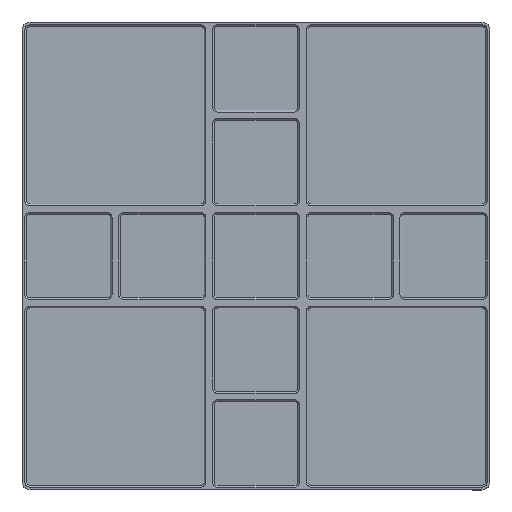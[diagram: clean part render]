
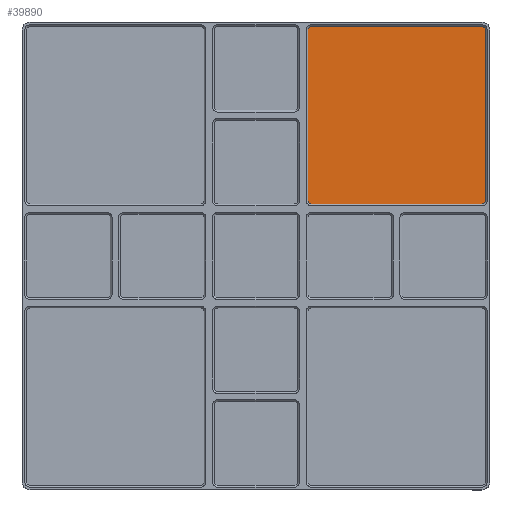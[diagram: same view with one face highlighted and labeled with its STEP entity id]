
A CAD part, top view. The second image highlights one B-rep face of the part: STEP entity #39890.
In plain terms, the highlighted planar face has unit normal (0, 0, 1).
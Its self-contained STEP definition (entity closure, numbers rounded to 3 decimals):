
#25210=CARTESIAN_POINT('',(212.25,213.85,7.));
#25220=VERTEX_POINT('',#25210);
#25250=CARTESIAN_POINT('',(213.85,213.85,7.));
#25260=DIRECTION('',(0.,0.,-1.));
#25270=DIRECTION('',(1.,0.,0.));
#25280=AXIS2_PLACEMENT_3D('',#25250,#25260,#25270);
#25290=CIRCLE('',#25280,1.6);
#25300=CARTESIAN_POINT('',(213.85,212.25,7.));
#25310=VERTEX_POINT('',#25300);
#25320=EDGE_CURVE('',#25310,#25220,#25290,.T.);
#37960=CARTESIAN_POINT('',(213.85,291.75,7.));
#37970=VERTEX_POINT('',#37960);
#38000=CARTESIAN_POINT('',(213.85,290.15,7.));
#38010=DIRECTION('',(0.,0.,-1.));
#38020=DIRECTION('',(-1.,0.,0.));
#38030=AXIS2_PLACEMENT_3D('',#38000,#38010,#38020);
#38040=CIRCLE('',#38030,1.6);
#38050=CARTESIAN_POINT('',(212.25,290.15,7.));
#38060=VERTEX_POINT('',#38050);
#38070=EDGE_CURVE('',#38060,#37970,#38040,.T.);
#39150=CARTESIAN_POINT('',(290.15,291.75,7.));
#39160=VERTEX_POINT('',#39150);
#39190=CARTESIAN_POINT('',(257.,291.75,7.));
#39200=DIRECTION('',(1.,0.,0.));
#39210=VECTOR('',#39200,1.);
#39220=LINE('',#39190,#39210);
#39230=EDGE_CURVE('',#37970,#39160,#39220,.T.);
#39410=CARTESIAN_POINT('',(273.,231.,7.));
#39420=DIRECTION('',(0.,0.,1.));
#39430=DIRECTION('',(-1.,0.,0.));
#39440=AXIS2_PLACEMENT_3D('',#39410,#39420,#39430);
#39450=PLANE('',#39440);
#39460=CARTESIAN_POINT('',(290.15,213.85,7.));
#39470=DIRECTION('',(0.,0.,-1.));
#39480=DIRECTION('',(1.,0.,0.));
#39490=AXIS2_PLACEMENT_3D('',#39460,#39470,#39480);
#39500=CIRCLE('',#39490,1.6);
#39510=CARTESIAN_POINT('',(291.75,213.85,7.));
#39520=VERTEX_POINT('',#39510);
#39530=CARTESIAN_POINT('',(290.15,212.25,7.));
#39540=VERTEX_POINT('',#39530);
#39550=EDGE_CURVE('',#39520,#39540,#39500,.T.);
#39560=ORIENTED_EDGE('',*,*,#39550,.F.);
#39570=CARTESIAN_POINT('',(247.,212.25,7.));
#39580=DIRECTION('',(-1.,0.,0.));
#39590=VECTOR('',#39580,1.);
#39600=LINE('',#39570,#39590);
#39610=EDGE_CURVE('',#39540,#25310,#39600,.T.);
#39620=ORIENTED_EDGE('',*,*,#39610,.F.);
#39630=ORIENTED_EDGE('',*,*,#25320,.F.);
#39640=CARTESIAN_POINT('',(212.25,257.,7.));
#39650=DIRECTION('',(0.,1.,0.));
#39660=VECTOR('',#39650,1.);
#39670=LINE('',#39640,#39660);
#39680=EDGE_CURVE('',#25220,#38060,#39670,.T.);
#39690=ORIENTED_EDGE('',*,*,#39680,.F.);
#39700=ORIENTED_EDGE('',*,*,#38070,.F.);
#39710=ORIENTED_EDGE('',*,*,#39230,.F.);
#39720=CARTESIAN_POINT('',(290.15,290.15,7.));
#39730=DIRECTION('',(0.,0.,-1.));
#39740=DIRECTION('',(-1.,0.,0.));
#39750=AXIS2_PLACEMENT_3D('',#39720,#39730,#39740);
#39760=CIRCLE('',#39750,1.6);
#39770=CARTESIAN_POINT('',(291.75,290.15,7.));
#39780=VERTEX_POINT('',#39770);
#39790=EDGE_CURVE('',#39160,#39780,#39760,.T.);
#39800=ORIENTED_EDGE('',*,*,#39790,.F.);
#39810=CARTESIAN_POINT('',(291.75,247.,7.));
#39820=DIRECTION('',(0.,-1.,0.));
#39830=VECTOR('',#39820,1.);
#39840=LINE('',#39810,#39830);
#39850=EDGE_CURVE('',#39780,#39520,#39840,.T.);
#39860=ORIENTED_EDGE('',*,*,#39850,.F.);
#39870=EDGE_LOOP('',(#39860,#39800,#39710,#39700,#39690,#39630,#39620,
#39560));
#39880=FACE_OUTER_BOUND('',#39870,.T.);
#39890=ADVANCED_FACE('',(#39880),#39450,.T.);
